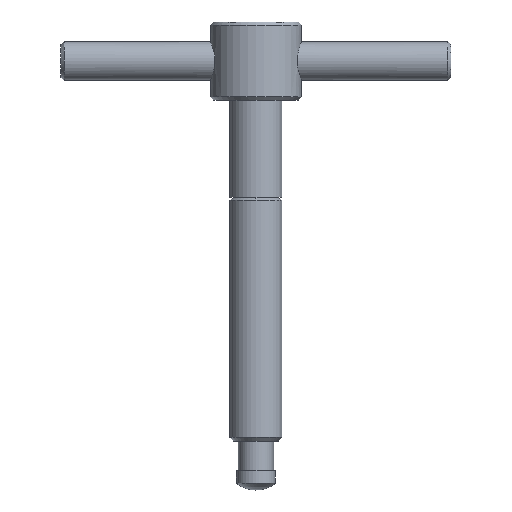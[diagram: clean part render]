
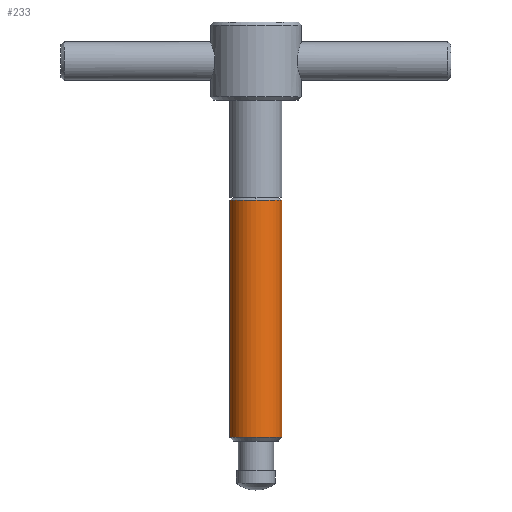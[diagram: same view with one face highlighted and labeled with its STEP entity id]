
A CAD part, front view. The second image highlights one B-rep face of the part: STEP entity #233.
In plain terms, the highlighted cylindrical face has radius 4 mm (diameter 8 mm), a partial arc.
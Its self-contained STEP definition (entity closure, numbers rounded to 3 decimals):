
#203=EDGE_CURVE('',#245,#207,#540,.T.);
#207=VERTEX_POINT('',#545);
#233=ADVANCED_FACE('',(#575),#576,.T.);
#245=VERTEX_POINT('',#588);
#249=EDGE_CURVE('',#481,#297,#593,.T.);
#261=EDGE_CURVE('',#395,#481,#606,.T.);
#265=EDGE_CURVE('',#207,#395,#611,.T.);
#297=VERTEX_POINT('',#652);
#307=EDGE_CURVE('',#297,#245,#664,.T.);
#395=VERTEX_POINT('',#757);
#481=VERTEX_POINT('',#849);
#540=CIRCLE('',#905,4.);
#545=CARTESIAN_POINT('',(4.,0.,8.1));
#575=FACE_OUTER_BOUND('',#949,.T.);
#576=CYLINDRICAL_SURFACE('',#950,4.);
#588=CARTESIAN_POINT('',(-4.0,0.,8.1));
#593=CIRCLE('',#970,4.);
#606=CIRCLE('',#989,4.);
#611=LINE('',#995,#996);
#652=CARTESIAN_POINT('',(-4.0,0.,44.609));
#664=LINE('',#1056,#1057);
#757=CARTESIAN_POINT('',(4.,0.,44.609));
#849=CARTESIAN_POINT('',(0.,-4.0,44.609));
#905=AXIS2_PLACEMENT_3D('',#1510,#1511,#1512);
#949=EDGE_LOOP('',(#1573,#1574,#1575,#1576,#1577));
#950=AXIS2_PLACEMENT_3D('',#1578,#1579,#1580);
#970=AXIS2_PLACEMENT_3D('',#1595,#1596,#1597);
#989=AXIS2_PLACEMENT_3D('',#1616,#1617,#1618);
#995=CARTESIAN_POINT('',(4.,0.,34.05));
#996=VECTOR('',#1626,1.0);
#1056=CARTESIAN_POINT('',(-4.0,0.,34.05));
#1057=VECTOR('',#1730,1.0);
#1510=CARTESIAN_POINT('',(0.,0.,8.1));
#1511=DIRECTION('',(0.,0.,1.0));
#1512=DIRECTION('',(1.0,0.,0.));
#1573=ORIENTED_EDGE('',*,*,#265,.T.);
#1574=ORIENTED_EDGE('',*,*,#261,.T.);
#1575=ORIENTED_EDGE('',*,*,#249,.T.);
#1576=ORIENTED_EDGE('',*,*,#307,.T.);
#1577=ORIENTED_EDGE('',*,*,#203,.T.);
#1578=CARTESIAN_POINT('',(0.,0.,34.05));
#1579=DIRECTION('',(0.,0.,-1.0));
#1580=DIRECTION('',(1.0,0.,0.));
#1595=CARTESIAN_POINT('',(0.,0.,44.609));
#1596=DIRECTION('',(0.,0.,-1.0));
#1597=DIRECTION('',(1.0,0.,0.));
#1616=CARTESIAN_POINT('',(0.,0.,44.609));
#1617=DIRECTION('',(0.,0.,-1.0));
#1618=DIRECTION('',(1.0,0.,0.));
#1626=DIRECTION('',(0.,0.,1.0));
#1730=DIRECTION('',(0.,0.,-1.0));
